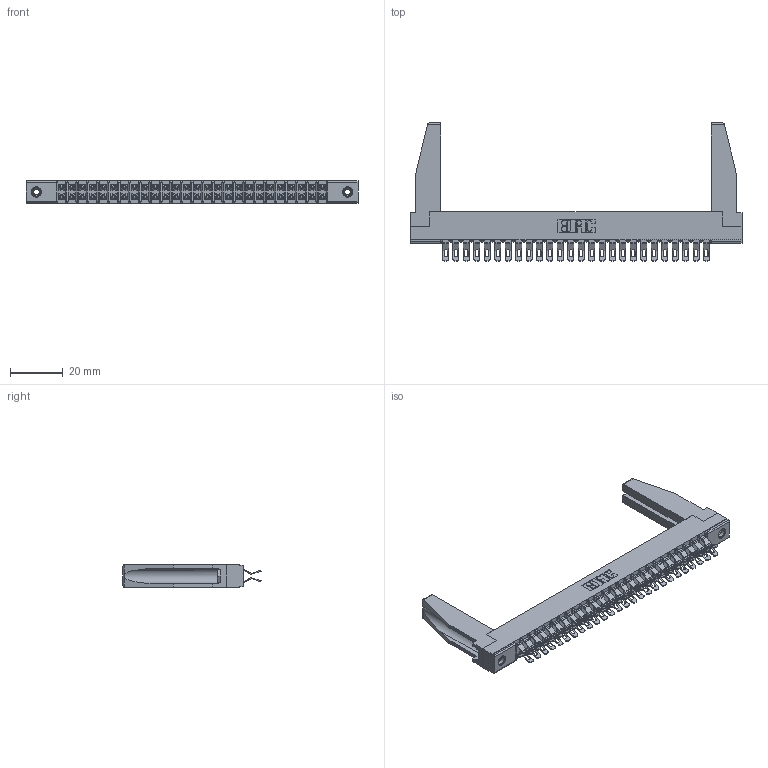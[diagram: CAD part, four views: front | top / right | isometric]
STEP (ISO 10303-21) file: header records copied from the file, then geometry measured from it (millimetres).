
FILE_DESCRIPTION (( 'STEP AP203' ), '1' );
FILE_NAME ('307-052-555-278.STEP', '2019-09-06T12:21:27', ( '' ), ( '' ), 'SwSTEP 2.0', 'SolidWorks 2016', '' );
FILE_SCHEMA (( 'CONFIG_CONTROL_DESIGN' ));
Length unit declared in the file: inch
Products named in the file (5): 345-250-001_345-250-001-102; 307 Part_.156 Dia Mounting Holes; 307-220-078; 307-290-001_555; 307-052-555-278
Assembly tree (57 placements, depth 2):
  307-052-555-278
    307 Part_.156 Dia Mounting Holes
    307-290-001_555  x52
    307-220-078  x2
    345-250-001_345-250-001-102  x2
Bounding box: 126.03 x 52.45 x 8.71 mm (x, y, z)
Volume: 12391.8 mm3; surface area: 19722.1 mm2
Topology: 57 solids, 57 shells, 3447 faces, 10065 edges, 6558 vertices
Faces by surface type: plane 1922, cylinder 1455, sphere 54, cone 12, torus 4
Entity records: 28070 total; most frequent: CARTESIAN_POINT 4612, ORIENTED_EDGE 4530, DIRECTION 4485, EDGE_CURVE 2265, LINE 1723, VECTOR 1723, VERTEX_POINT 1466, AXIS2_PLACEMENT_3D 1381
